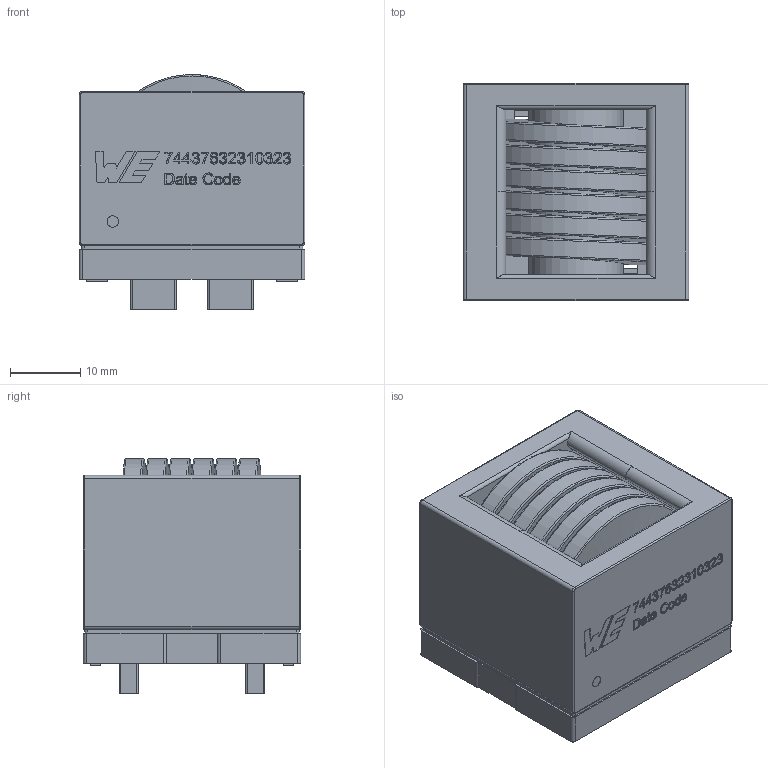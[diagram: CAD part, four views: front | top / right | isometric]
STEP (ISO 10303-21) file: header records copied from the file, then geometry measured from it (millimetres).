
FILE_DESCRIPTION(/* description */ ('Unknown','CAx-IF Rec.Pracs.---Representation and Presentation of Product Manufacturing Information (PMI)---4.0---2014-10-13','CAx-IF Rec.Pracs.---3D Tessellated Geometry---0.4---2014-09-14','2;1'),/* implementation_level */ '2;1');
FILE_NAME(/* name */ 'L_Wurth_WE-HCFT-3231_74437632310323',/* time_stamp */ '2025-01-15T14:56:38+08:00',/* author */ ('Unknown'),/* organization */ ('Unknown'),/* preprocessor_version */ 'ST-DEVELOPER v16.7',/* originating_system */ 'Solid Edge',/* authorisation */ 'Unknown');
FILE_SCHEMA (('AP242_MANAGED_MODEL_BASED_3D_ENGINEERING_MIM_LF { 1 0 10303 442 1 1 4 }'));
Length unit declared in the file: metre
Products named in the file (2): L_Wurth_WE-HCFT-3231_74437632310323
Assembly tree (1 placements, depth 2):
  L_Wurth_WE-HCFT-3231_74437632310323
    L_Wurth_WE-HCFT-3231_74437632310323
Bounding box: 32.2 x 31 x 33.5 mm (x, y, z)
Volume: 23505.7 mm3; surface area: 15758.4 mm2
Topology: 1 solids, 1 shells, 455 faces, 1175 edges, 755 vertices
Faces by surface type: plane 251, bspline 133, cylinder 63, torus 8
Full cylindrical faces by diameter (mm): 1.606 x1, 13.5 x1
Entity records: 33363 total; most frequent: CARTESIAN_POINT 19794, ORIENTED_EDGE 2332, DIRECTION 1554, EDGE_CURVE 1166, VERTEX_POINT 754, LINE 678, VECTOR 678, EDGE_LOOP 516
